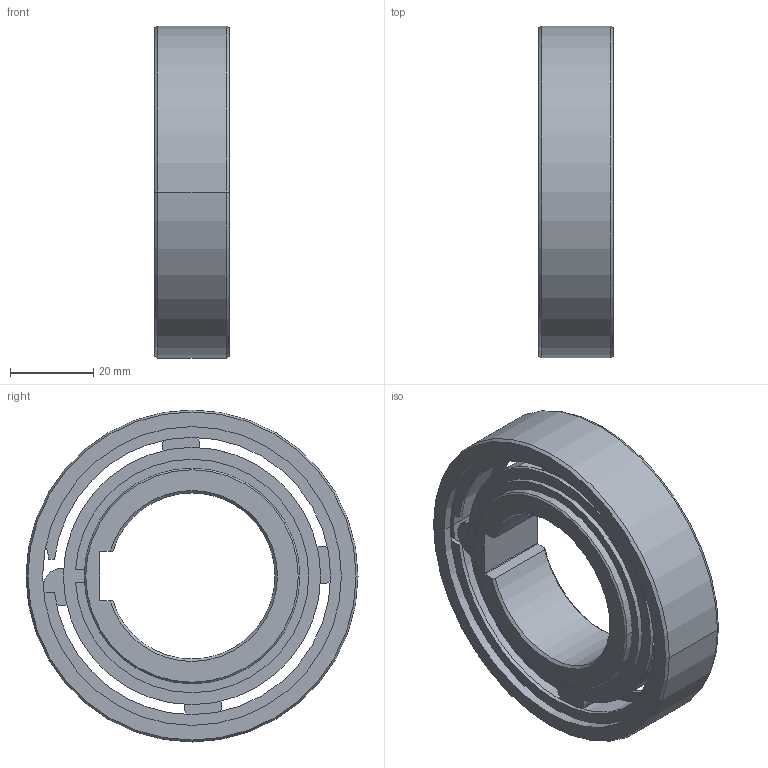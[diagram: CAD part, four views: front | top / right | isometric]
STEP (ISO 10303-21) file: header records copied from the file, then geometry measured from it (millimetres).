
FILE_DESCRIPTION((''),'2;1');
FILE_NAME('FREILAUF_AS40_ASM','2025-05-08T13:20:41',('Administrator'),(''),'CREO PARAMETRIC BY PTC INC, 2020184','CREO PARAMETRIC BY PTC INC, 2020184','');
FILE_SCHEMA(('AUTOMOTIVE_DESIGN { 1 0 10303 214 1 1 1 1 }'));
Length unit declared in the file: millimetre
Products named in the file (11): STERN_AS40_NICO_1; DRUCKBOLZEN_AS8_1; DRUCKFEDER_AS8_5_1; ANFED_KPL_AS8_6_AS8_5_ASM_1_ASM; ROLLE_9X9_1; A-RING_AS40_NICO_1; ESB_73_8_NICO_1; SCHEIBE_PS52X62X1_NICO_1; SPRENGRING_SW52_NICO_1; FREILAUF_AS40_NICO_ASM_1_ASM; FREILAUF_AS40_ASM
Assembly tree (19 placements, depth 4):
  FREILAUF_AS40_ASM
    FREILAUF_AS40_NICO_ASM_1_ASM
      STERN_AS40_NICO_1
      ANFED_KPL_AS8_6_AS8_5_ASM_1_ASM  x4
        DRUCKBOLZEN_AS8_1
        DRUCKFEDER_AS8_5_1
      ROLLE_9X9_1  x4
      A-RING_AS40_NICO_1
      ESB_73_8_NICO_1  x2
      SCHEIBE_PS52X62X1_NICO_1  x2
      SPRENGRING_SW52_NICO_1  x2
Bounding box: 18 x 80 x 80 mm (x, y, z)
Volume: 44096.8 mm3; surface area: 33305.8 mm2
Topology: 20 solids, 20 shells, 228 faces, 560 edges, 378 vertices
Faces by surface type: cylinder 81, plane 73, cone 42, bspline 24, torus 8
Entity records: 6565 total; most frequent: CARTESIAN_POINT 2314, DIRECTION 843, ORIENTED_EDGE 694, AXIS2_PLACEMENT_3D 360, EDGE_CURVE 347, VERTEX_POINT 240, CIRCLE 174, EDGE_LOOP 151
